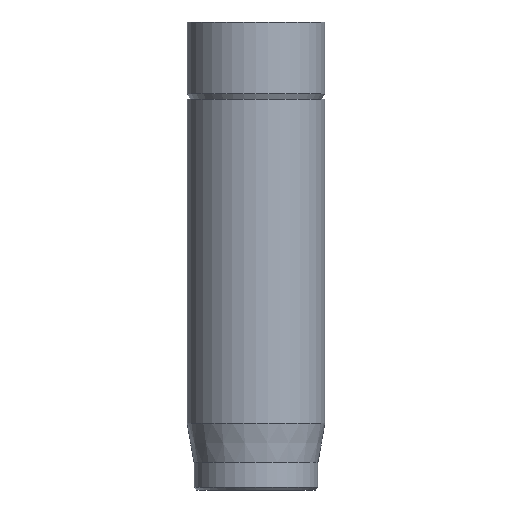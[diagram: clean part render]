
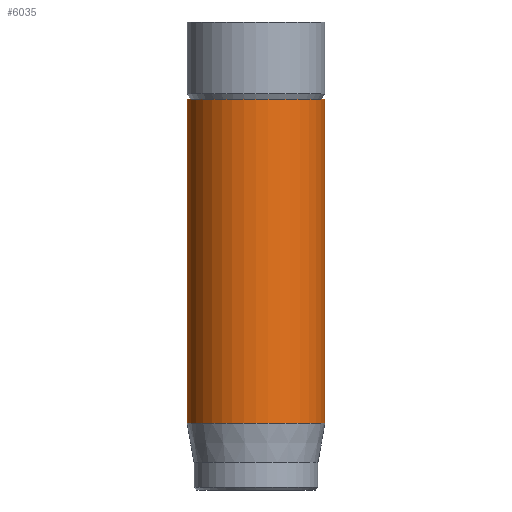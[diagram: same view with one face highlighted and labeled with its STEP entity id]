
A CAD part, front view. The second image highlights one B-rep face of the part: STEP entity #6035.
In plain terms, the highlighted cylindrical face has radius 2.5 mm (diameter 5 mm), a full revolution.
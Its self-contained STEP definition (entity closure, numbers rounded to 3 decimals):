
#813=CYLINDRICAL_SURFACE('',#6463,2.5);
#826=FACE_OUTER_BOUND('',#1174,.T.);
#1174=EDGE_LOOP('',(#4175,#4176,#4177,#4178,#4179));
#1544=LINE('',#7474,#2044);
#2044=VECTOR('',#6663,2.5);
#2541=CIRCLE('',#6445,2.5);
#2550=CIRCLE('',#6461,2.5);
#2551=CIRCLE('',#6462,2.5);
#2563=VERTEX_POINT('',#7438);
#2572=VERTEX_POINT('',#7468);
#2573=VERTEX_POINT('',#7469);
#3193=EDGE_CURVE('',#2563,#2563,#2541,.T.);
#3207=EDGE_CURVE('',#2572,#2573,#2550,.T.);
#3208=EDGE_CURVE('',#2573,#2572,#2551,.T.);
#3210=EDGE_CURVE('',#2563,#2572,#1544,.T.);
#4175=ORIENTED_EDGE('',*,*,#3193,.T.);
#4176=ORIENTED_EDGE('',*,*,#3210,.T.);
#4177=ORIENTED_EDGE('',*,*,#3207,.T.);
#4178=ORIENTED_EDGE('',*,*,#3208,.T.);
#4179=ORIENTED_EDGE('',*,*,#3210,.F.);
#6035=ADVANCED_FACE('',(#826),#813,.T.);
#6445=AXIS2_PLACEMENT_3D('',#7439,#6619,#6620);
#6461=AXIS2_PLACEMENT_3D('',#7470,#6656,#6657);
#6462=AXIS2_PLACEMENT_3D('',#7471,#6658,#6659);
#6463=AXIS2_PLACEMENT_3D('',#7473,#6661,#6662);
#6619=DIRECTION('center_axis',(0.,0.,-1.));
#6620=DIRECTION('ref_axis',(-1.,0.,0.));
#6656=DIRECTION('center_axis',(0.,0.,1.));
#6657=DIRECTION('ref_axis',(-1.,0.,0.));
#6658=DIRECTION('center_axis',(0.,0.,1.));
#6659=DIRECTION('ref_axis',(-1.,0.,0.));
#6661=DIRECTION('center_axis',(0.,0.,1.));
#6662=DIRECTION('ref_axis',(-1.,0.,0.));
#6663=DIRECTION('',(0.,0.,-1.));
#7438=CARTESIAN_POINT('',(2.5,0.,14.2));
#7439=CARTESIAN_POINT('Origin',(0.,0.,14.2));
#7468=CARTESIAN_POINT('',(2.5,0.,2.418));
#7469=CARTESIAN_POINT('',(-2.5,0.,2.418));
#7470=CARTESIAN_POINT('Origin',(0.,0.,2.418));
#7471=CARTESIAN_POINT('Origin',(0.,0.,2.418));
#7473=CARTESIAN_POINT('Origin',(0.,0.,0.));
#7474=CARTESIAN_POINT('',(2.5,0.,0.));
